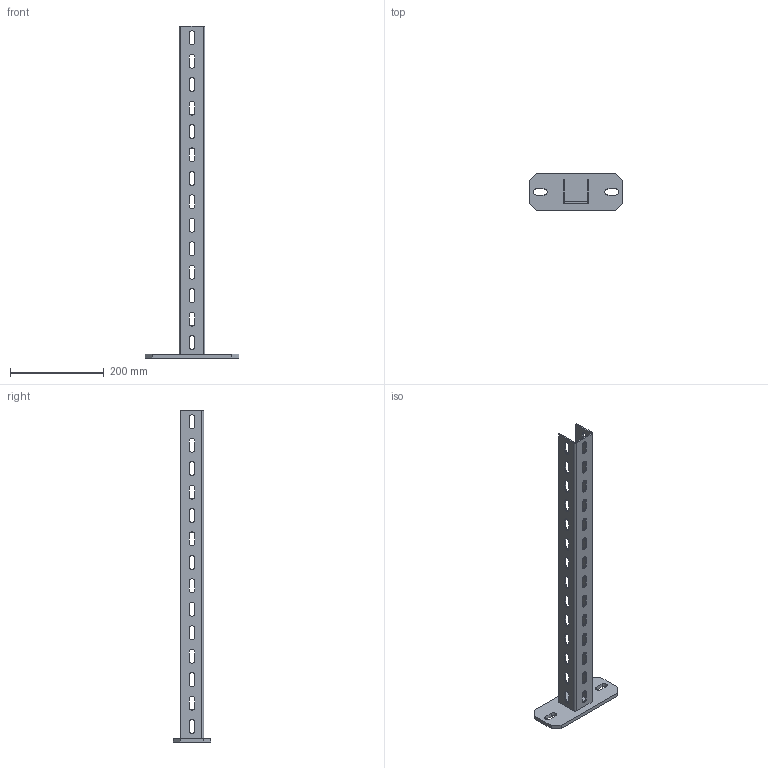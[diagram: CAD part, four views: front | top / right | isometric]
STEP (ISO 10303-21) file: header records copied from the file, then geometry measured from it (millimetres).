
FILE_DESCRIPTION((''),'2;1');
FILE_NAME('WPCT700N_ASM','2020-05-05T12:14:38',('tomasz.grudniewski'),(''),'CREO PARAMETRIC BY PTC INC, 2018400','CREO PARAMETRIC BY PTC INC, 2018400','');
FILE_SCHEMA(('CONFIG_CONTROL_DESIGN'));
Length unit declared in the file: millimetre
Products named in the file (3): PODSTAWA_WPCT_PRT; WPCT700_PRT; WPCT700N_ASM
Assembly tree (2 placements, depth 2):
  WPCT700N_ASM
    PODSTAWA_WPCT_PRT
    WPCT700_PRT
Bounding box: 200 x 80 x 708 mm (x, y, z)
Volume: 385667.4 mm3; surface area: 227400 mm2
Topology: 2 solids, 2 shells, 200 faces, 588 edges, 392 vertices
Faces by surface type: plane 108, cylinder 92
Entity records: 6960 total; most frequent: CARTESIAN_POINT 1185, DIRECTION 1182, ORIENTED_EDGE 1176, EDGE_CURVE 588, VECTOR 404, LINE 404, VERTEX_POINT 392, AXIS2_PLACEMENT_3D 389
